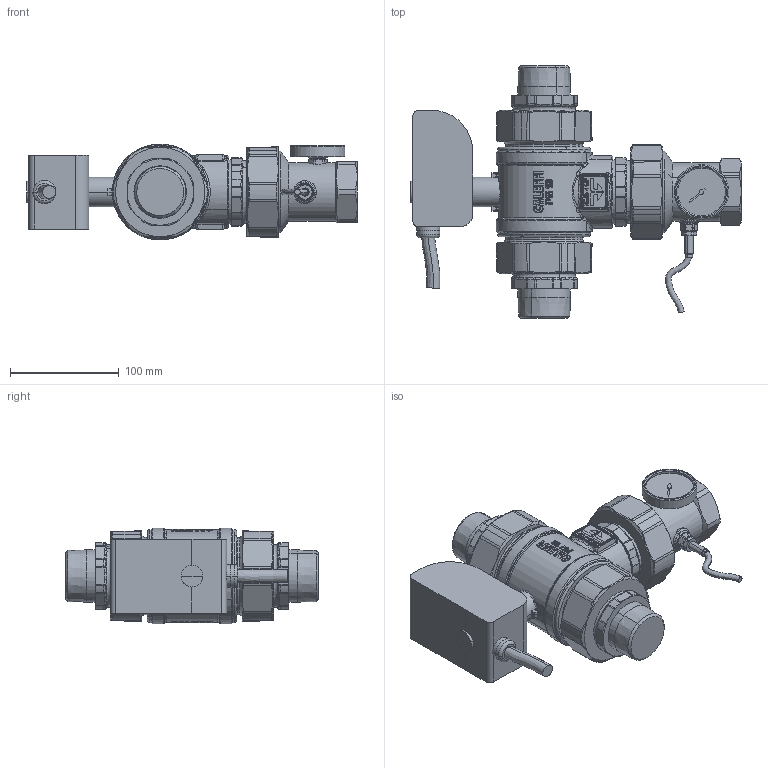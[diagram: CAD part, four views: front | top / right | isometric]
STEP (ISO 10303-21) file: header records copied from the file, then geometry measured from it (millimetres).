
FILE_DESCRIPTION(('CATIA V5 STEP Exchange','CAx-IF Rec.Pracs.--- Model Styling and Organization---1.4--- 2014-01-23','CAx-IF Rec.Pracs.---3D Tessellated Data Validation Properties---0.5---2014-09-14'),'2;1');
FILE_NAME('STEP_600081_-_TST.stp','2020-04-08T07:58:24+00:00',('none'),('none'),'CATIA Version 5-6 Release 2019 SP3','CATIA V5 STEP AP242 v1','none');
FILE_SCHEMA(('AP242_MANAGED_MODEL_BASED_3D_ENGINEERING_MIM_LF {1 0 10303 442 1 1 4}'));
Products named in the file (1): 600081 - TST
Bounding box: 303.61 x 231.98 x 87.91 mm (x, y, z)
Volume: 1932848.5 mm3; surface area: 150945.5 mm2
Topology: 1 solids, 3 shells, 2532 faces, 6077 edges, 3444 vertices
Faces by surface type: bspline 1126, plane 446, cylinder 444, cone 204, sphere 130, torus 108, extrusion 74
Entity records: 121655 total; most frequent: CARTESIAN_POINT 76374, ORIENTED_EDGE 11766, EDGE_CURVE 5883, DIRECTION 4391, B_SPLINE_CURVE_WITH_KNOTS 3592, VERTEX_POINT 3444, EDGE_LOOP 2623, ADVANCED_FACE 2532
